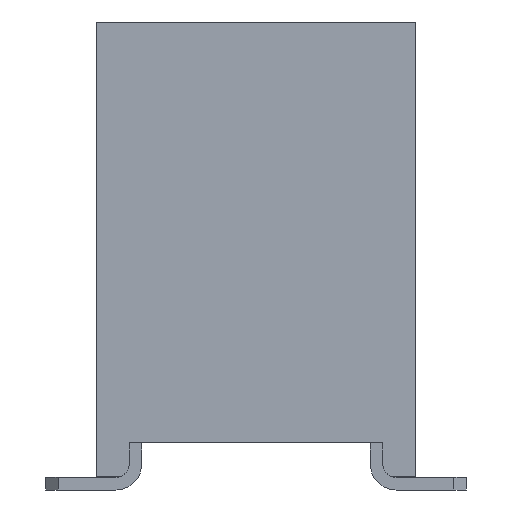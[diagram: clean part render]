
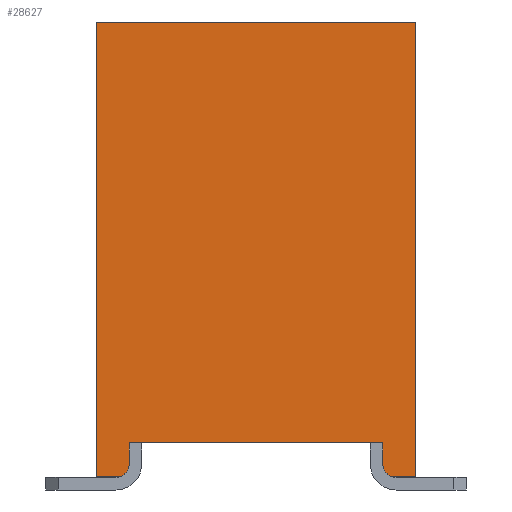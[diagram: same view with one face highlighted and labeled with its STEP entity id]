
A CAD part, left-side view. The second image highlights one B-rep face of the part: STEP entity #28627.
In plain terms, the highlighted planar face has unit normal (-1, 0, 0).
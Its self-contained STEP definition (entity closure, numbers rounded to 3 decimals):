
#344=CIRCLE('',#30435,0.2);
#346=CIRCLE('',#30438,0.2);
#2710=ORIENTED_EDGE('',*,*,#10656,.F.);
#2711=ORIENTED_EDGE('',*,*,#11171,.T.);
#2712=ORIENTED_EDGE('',*,*,#11172,.T.);
#2713=ORIENTED_EDGE('',*,*,#11173,.T.);
#2714=ORIENTED_EDGE('',*,*,#11174,.T.);
#2715=ORIENTED_EDGE('',*,*,#11168,.T.);
#2716=ORIENTED_EDGE('',*,*,#10650,.F.);
#2717=ORIENTED_EDGE('',*,*,#10661,.T.);
#2718=ORIENTED_EDGE('',*,*,#11175,.T.);
#2719=ORIENTED_EDGE('',*,*,#10658,.F.);
#10650=EDGE_CURVE('',#15040,#15041,#17860,.T.);
#10656=EDGE_CURVE('',#15046,#15047,#17866,.T.);
#10658=EDGE_CURVE('',#15047,#15048,#17868,.T.);
#10661=EDGE_CURVE('',#15040,#15050,#17871,.T.);
#11168=EDGE_CURVE('',#15370,#15041,#344,.T.);
#11171=EDGE_CURVE('',#15046,#15372,#346,.T.);
#11172=EDGE_CURVE('',#15372,#15373,#18379,.T.);
#11173=EDGE_CURVE('',#15373,#15374,#18380,.T.);
#11174=EDGE_CURVE('',#15374,#15370,#18381,.T.);
#11175=EDGE_CURVE('',#15050,#15048,#18382,.T.);
#15040=VERTEX_POINT('',#41076);
#15041=VERTEX_POINT('',#41077);
#15046=VERTEX_POINT('',#41088);
#15047=VERTEX_POINT('',#41090);
#15048=VERTEX_POINT('',#41094);
#15050=VERTEX_POINT('',#41100);
#15370=VERTEX_POINT('',#42124);
#15372=VERTEX_POINT('',#42130);
#15373=VERTEX_POINT('',#42132);
#15374=VERTEX_POINT('',#42134);
#17860=LINE('',#41075,#20966);
#17866=LINE('',#41089,#20972);
#17868=LINE('',#41093,#20974);
#17871=LINE('',#41099,#20977);
#18379=LINE('',#42131,#21485);
#18380=LINE('',#42133,#21486);
#18381=LINE('',#42135,#21487);
#18382=LINE('',#42136,#21488);
#20966=VECTOR('',#32815,1000.);
#20972=VECTOR('',#32823,1000.);
#20974=VECTOR('',#32827,1000.);
#20977=VECTOR('',#32832,1000.);
#21485=VECTOR('',#33742,1000.);
#21486=VECTOR('',#33743,1000.);
#21487=VECTOR('',#33744,1000.);
#21488=VECTOR('',#33745,1000.);
#24282=EDGE_LOOP('',(#2710,#2711,#2712,#2713,#2714,#2715,#2716,#2717,#2718,
#2719));
#25934=FACE_BOUND('',#24282,.T.);
#27576=PLANE('',#30437);
#28627=ADVANCED_FACE('',(#25934),#27576,.T.);
#30435=AXIS2_PLACEMENT_3D('',#42123,#33733,#33734);
#30437=AXIS2_PLACEMENT_3D('',#42128,#33738,#33739);
#30438=AXIS2_PLACEMENT_3D('',#42129,#33740,#33741);
#32815=DIRECTION('',(0.,1.,0.));
#32823=DIRECTION('',(0.,1.,0.));
#32827=DIRECTION('',(0.,0.,1.));
#32832=DIRECTION('',(0.,0.,1.));
#33733=DIRECTION('',(-1.,0.,0.));
#33734=DIRECTION('',(0.,0.,1.));
#33738=DIRECTION('',(-1.,0.,0.));
#33739=DIRECTION('',(0.,0.,1.));
#33740=DIRECTION('',(-1.,0.,0.));
#33741=DIRECTION('',(0.,0.,1.));
#33742=DIRECTION('',(0.,0.,1.));
#33743=DIRECTION('',(0.,-1.,0.));
#33744=DIRECTION('',(0.,0.,-1.));
#33745=DIRECTION('',(0.,1.,0.));
#41075=CARTESIAN_POINT('',(-12.95,-2.54,-3.62));
#41076=CARTESIAN_POINT('',(-12.95,-2.54,-3.62));
#41077=CARTESIAN_POINT('',(-12.95,-2.22,-3.62));
#41088=CARTESIAN_POINT('',(-12.95,2.22,-3.62));
#41089=CARTESIAN_POINT('',(-12.95,-2.54,-3.62));
#41090=CARTESIAN_POINT('',(-12.95,2.54,-3.62));
#41093=CARTESIAN_POINT('',(-12.95,2.54,-3.62));
#41094=CARTESIAN_POINT('',(-12.95,2.54,3.62));
#41099=CARTESIAN_POINT('',(-12.95,-2.54,-3.62));
#41100=CARTESIAN_POINT('',(-12.95,-2.54,3.62));
#42123=CARTESIAN_POINT('',(-12.95,-2.22,-3.42));
#42124=CARTESIAN_POINT('',(-12.95,-2.02,-3.42));
#42128=CARTESIAN_POINT('',(-12.95,-2.54,-3.62));
#42129=CARTESIAN_POINT('',(-12.95,2.22,-3.42));
#42130=CARTESIAN_POINT('',(-12.95,2.02,-3.42));
#42131=CARTESIAN_POINT('',(-12.95,2.02,-3.62));
#42132=CARTESIAN_POINT('',(-12.95,2.02,-3.08));
#42133=CARTESIAN_POINT('',(-12.95,-2.54,-3.08));
#42134=CARTESIAN_POINT('',(-12.95,-2.02,-3.08));
#42135=CARTESIAN_POINT('',(-12.95,-2.02,-3.62));
#42136=CARTESIAN_POINT('',(-12.95,-2.54,3.62));
